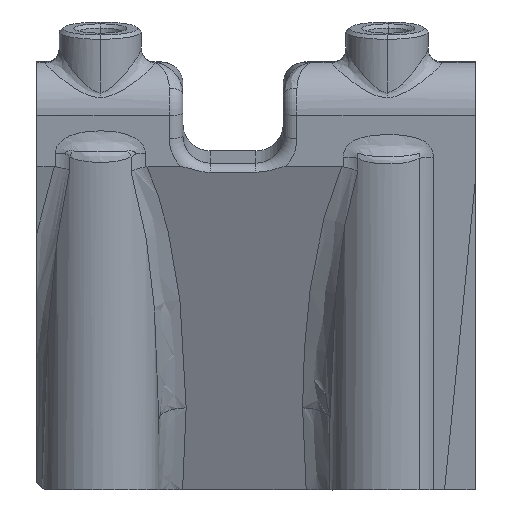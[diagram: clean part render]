
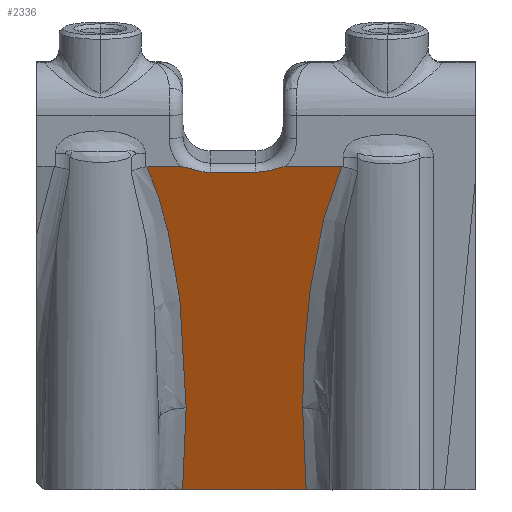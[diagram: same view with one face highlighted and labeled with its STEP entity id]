
A CAD part, left-side view. The second image highlights one B-rep face of the part: STEP entity #2336.
In plain terms, the highlighted planar face has unit normal (-0.902, 0, -0.432).
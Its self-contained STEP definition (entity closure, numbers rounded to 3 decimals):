
#1098=CARTESIAN_POINT('Vertex',(25.715,35.649,25.872)) ;
#1101=CARTESIAN_POINT('Line Origine',(25.715,34.106,25.872)) ;
#1105=CARTESIAN_POINT('Vertex',(25.715,32.562,25.872)) ;
#2158=CARTESIAN_POINT('Control Point',(25.715,32.562,25.872)) ;
#2159=CARTESIAN_POINT('Control Point',(25.86,32.702,25.567)) ;
#2160=CARTESIAN_POINT('Control Point',(26.008,32.83,25.26)) ;
#2161=CARTESIAN_POINT('Control Point',(26.157,32.949,24.949)) ;
#2162=CARTESIAN_POINT('Control Point',(26.539,33.231,24.152)) ;
#2163=CARTESIAN_POINT('Control Point',(26.926,33.466,23.346)) ;
#2164=CARTESIAN_POINT('Control Point',(27.162,33.596,22.853)) ;
#2165=CARTESIAN_POINT('Control Point',(27.873,33.947,21.371)) ;
#2166=CARTESIAN_POINT('Control Point',(28.589,34.203,19.877)) ;
#2167=CARTESIAN_POINT('Control Point',(29.065,34.341,18.885)) ;
#2168=CARTESIAN_POINT('Control Point',(29.948,34.543,17.043)) ;
#2169=CARTESIAN_POINT('Control Point',(30.834,34.656,15.197)) ;
#2170=CARTESIAN_POINT('Control Point',(31.239,34.69,14.352)) ;
#2171=CARTESIAN_POINT('Control Point',(31.644,34.707,13.507)) ;
#2172=CARTESIAN_POINT('Control Point',(32.049,34.707,12.662)) ;
#2173=CARTESIAN_POINT('Vertex',(32.049,34.707,12.662)) ;
#2214=CARTESIAN_POINT('Axis2P3D Location',(25.715,49.257,25.872)) ;
#2220=CARTESIAN_POINT('Control Point',(25.861,37.265,25.567)) ;
#2221=CARTESIAN_POINT('Control Point',(25.861,37.146,25.567)) ;
#2222=CARTESIAN_POINT('Control Point',(25.858,37.027,25.572)) ;
#2223=CARTESIAN_POINT('Control Point',(25.852,36.908,25.584)) ;
#2224=CARTESIAN_POINT('Control Point',(25.84,36.729,25.61)) ;
#2225=CARTESIAN_POINT('Control Point',(25.822,36.551,25.647)) ;
#2226=CARTESIAN_POINT('Control Point',(25.815,36.492,25.661)) ;
#2227=CARTESIAN_POINT('Control Point',(25.801,36.371,25.691)) ;
#2228=CARTESIAN_POINT('Control Point',(25.785,36.251,25.725)) ;
#2229=CARTESIAN_POINT('Control Point',(25.776,36.19,25.743)) ;
#2230=CARTESIAN_POINT('Control Point',(25.761,36.086,25.775)) ;
#2231=CARTESIAN_POINT('Control Point',(25.746,35.981,25.806)) ;
#2232=CARTESIAN_POINT('Control Point',(25.74,35.937,25.819)) ;
#2233=CARTESIAN_POINT('Control Point',(25.729,35.855,25.842)) ;
#2234=CARTESIAN_POINT('Control Point',(25.72,35.771,25.86)) ;
#2235=CARTESIAN_POINT('Control Point',(25.717,35.731,25.867)) ;
#2236=CARTESIAN_POINT('Control Point',(25.715,35.69,25.872)) ;
#2237=CARTESIAN_POINT('Control Point',(25.715,35.649,25.872)) ;
#2238=CARTESIAN_POINT('Vertex',(25.861,37.265,25.567)) ;
#2241=CARTESIAN_POINT('Line Origine',(25.861,38.511,25.567)) ;
#2245=CARTESIAN_POINT('Vertex',(25.861,39.757,25.567)) ;
#2249=CARTESIAN_POINT('Control Point',(25.715,41.372,25.872)) ;
#2250=CARTESIAN_POINT('Control Point',(25.715,41.339,25.872)) ;
#2251=CARTESIAN_POINT('Control Point',(25.716,41.306,25.869)) ;
#2252=CARTESIAN_POINT('Control Point',(25.718,41.273,25.864)) ;
#2253=CARTESIAN_POINT('Control Point',(25.726,41.192,25.848)) ;
#2254=CARTESIAN_POINT('Control Point',(25.736,41.114,25.828)) ;
#2255=CARTESIAN_POINT('Control Point',(25.742,41.068,25.814)) ;
#2256=CARTESIAN_POINT('Control Point',(25.758,40.957,25.781)) ;
#2257=CARTESIAN_POINT('Control Point',(25.774,40.847,25.748)) ;
#2258=CARTESIAN_POINT('Control Point',(25.783,40.782,25.729)) ;
#2259=CARTESIAN_POINT('Control Point',(25.808,40.597,25.676)) ;
#2260=CARTESIAN_POINT('Control Point',(25.829,40.412,25.633)) ;
#2261=CARTESIAN_POINT('Control Point',(25.84,40.291,25.609)) ;
#2262=CARTESIAN_POINT('Control Point',(25.853,40.112,25.584)) ;
#2263=CARTESIAN_POINT('Control Point',(25.859,39.931,25.571)) ;
#2264=CARTESIAN_POINT('Control Point',(25.86,39.873,25.568)) ;
#2265=CARTESIAN_POINT('Control Point',(25.861,39.815,25.567)) ;
#2266=CARTESIAN_POINT('Control Point',(25.861,39.757,25.567)) ;
#2267=CARTESIAN_POINT('Vertex',(25.715,41.372,25.872)) ;
#2270=CARTESIAN_POINT('Line Origine',(25.715,42.298,25.872)) ;
#2274=CARTESIAN_POINT('Vertex',(25.715,43.225,25.872)) ;
#2278=CARTESIAN_POINT('Control Point',(32.049,41.08,12.662)) ;
#2279=CARTESIAN_POINT('Control Point',(31.573,41.08,13.654)) ;
#2280=CARTESIAN_POINT('Control Point',(31.098,41.103,14.646)) ;
#2281=CARTESIAN_POINT('Control Point',(30.623,41.15,15.637)) ;
#2282=CARTESIAN_POINT('Control Point',(29.669,41.292,17.626)) ;
#2283=CARTESIAN_POINT('Control Point',(28.718,41.544,19.609)) ;
#2284=CARTESIAN_POINT('Control Point',(28.245,41.699,20.594)) ;
#2285=CARTESIAN_POINT('Control Point',(27.531,41.986,22.084)) ;
#2286=CARTESIAN_POINT('Control Point',(26.824,42.379,23.557)) ;
#2287=CARTESIAN_POINT('Control Point',(26.589,42.525,24.049)) ;
#2288=CARTESIAN_POINT('Control Point',(26.271,42.744,24.712)) ;
#2289=CARTESIAN_POINT('Control Point',(25.957,43.003,25.366)) ;
#2290=CARTESIAN_POINT('Control Point',(25.876,43.074,25.535)) ;
#2291=CARTESIAN_POINT('Control Point',(25.795,43.147,25.704)) ;
#2292=CARTESIAN_POINT('Control Point',(25.715,43.225,25.872)) ;
#2293=CARTESIAN_POINT('Vertex',(32.049,41.08,12.662)) ;
#2297=CARTESIAN_POINT('Control Point',(34.203,41.275,8.17)) ;
#2298=CARTESIAN_POINT('Control Point',(34.014,41.24,8.564)) ;
#2299=CARTESIAN_POINT('Control Point',(33.825,41.209,8.959)) ;
#2300=CARTESIAN_POINT('Control Point',(33.636,41.183,9.354)) ;
#2301=CARTESIAN_POINT('Control Point',(33.205,41.13,10.252)) ;
#2302=CARTESIAN_POINT('Control Point',(32.773,41.098,11.152)) ;
#2303=CARTESIAN_POINT('Control Point',(32.532,41.086,11.655)) ;
#2304=CARTESIAN_POINT('Control Point',(32.291,41.08,12.159)) ;
#2305=CARTESIAN_POINT('Control Point',(32.049,41.08,12.662)) ;
#2306=CARTESIAN_POINT('Vertex',(34.203,41.275,8.17)) ;
#2309=CARTESIAN_POINT('Line Origine',(34.203,37.893,8.17)) ;
#2313=CARTESIAN_POINT('Vertex',(34.203,34.511,8.17)) ;
#2317=CARTESIAN_POINT('Control Point',(32.049,34.707,12.662)) ;
#2318=CARTESIAN_POINT('Control Point',(32.481,34.707,11.762)) ;
#2319=CARTESIAN_POINT('Control Point',(32.912,34.687,10.863)) ;
#2320=CARTESIAN_POINT('Control Point',(33.343,34.649,9.965)) ;
#2321=CARTESIAN_POINT('Control Point',(33.773,34.591,9.067)) ;
#2322=CARTESIAN_POINT('Control Point',(34.203,34.511,8.17)) ;
#1102=DIRECTION('Vector Direction',(0.,-1.,0.)) ;
#2215=DIRECTION('Axis2P3D Direction',(-0.902,0.,-0.432)) ;
#2216=DIRECTION('Axis2P3D XDirection',(0.432,0.,-0.902)) ;
#2242=DIRECTION('Vector Direction',(0.,-1.,0.)) ;
#2271=DIRECTION('Vector Direction',(0.,-1.,0.)) ;
#2310=DIRECTION('Vector Direction',(0.,-1.,0.)) ;
#2217=AXIS2_PLACEMENT_3D('Plane Axis2P3D',#2214,#2215,#2216) ;
#2325=ORIENTED_EDGE('',*,*,#1107,.F.) ;
#2326=ORIENTED_EDGE('',*,*,#2240,.F.) ;
#2327=ORIENTED_EDGE('',*,*,#2247,.F.) ;
#2328=ORIENTED_EDGE('',*,*,#2269,.F.) ;
#2329=ORIENTED_EDGE('',*,*,#2276,.F.) ;
#2330=ORIENTED_EDGE('',*,*,#2295,.T.) ;
#2331=ORIENTED_EDGE('',*,*,#2308,.T.) ;
#2332=ORIENTED_EDGE('',*,*,#2315,.T.) ;
#2333=ORIENTED_EDGE('',*,*,#2323,.T.) ;
#2334=ORIENTED_EDGE('',*,*,#2175,.T.) ;
#1103=VECTOR('Line Direction',#1102,1.) ;
#2243=VECTOR('Line Direction',#2242,1.) ;
#2272=VECTOR('Line Direction',#2271,1.) ;
#2311=VECTOR('Line Direction',#2310,1.) ;
#2336=ADVANCED_FACE('Recreated',(#2335),#2218,.T.) ;
#2157=B_SPLINE_CURVE_WITH_KNOTS('',5,(#2158,#2159,#2160,#2161,#2162,#2163,#2164,#2165,#2166,#2167,#2168,#2169,#2170,#2171,#2172),.UNSPECIFIED.,.F.,.U.,(6,3,3,3,6),(20.687,23.198,27.104,34.894,41.455),.UNSPECIFIED.) ;
#2219=B_SPLINE_CURVE_WITH_KNOTS('',5,(#2220,#2221,#2222,#2223,#2224,#2225,#2226,#2227,#2228,#2229,#2230,#2231,#2232,#2233,#2234,#2235,#2236,#2237),.UNSPECIFIED.,.F.,.U.,(6,3,3,3,3,6),(0.,0.927,1.396,1.876,2.212,2.5),.UNSPECIFIED.) ;
#2248=B_SPLINE_CURVE_WITH_KNOTS('',5,(#2249,#2250,#2251,#2252,#2253,#2254,#2255,#2256,#2257,#2258,#2259,#2260,#2261,#2262,#2263,#2264,#2265,#2266),.UNSPECIFIED.,.F.,.U.,(6,3,3,3,3,6),(0.,0.235,0.588,1.097,2.047,2.5),.UNSPECIFIED.) ;
#2277=B_SPLINE_CURVE_WITH_KNOTS('',5,(#2278,#2279,#2280,#2281,#2282,#2283,#2284,#2285,#2286,#2287,#2288,#2289,#2290,#2291,#2292),.UNSPECIFIED.,.F.,.U.,(6,3,3,3,6),(12.52,20.231,27.989,31.918,33.304),.UNSPECIFIED.) ;
#2296=B_SPLINE_CURVE_WITH_KNOTS('',5,(#2297,#2298,#2299,#2300,#2301,#2302,#2303,#2304,#2305),.UNSPECIFIED.,.F.,.U.,(6,3,6),(5.535,8.608,12.521),.UNSPECIFIED.) ;
#2316=B_SPLINE_CURVE_WITH_KNOTS('',5,(#2317,#2318,#2319,#2320,#2321,#2322),.UNSPECIFIED.,.F.,.U.,(6,6),(0.,6.985),.UNSPECIFIED.) ;
#1107=EDGE_CURVE('',#1099,#1106,#1104,.T.) ;
#2175=EDGE_CURVE('',#2174,#1106,#2157,.F.) ;
#2240=EDGE_CURVE('',#2239,#1099,#2219,.T.) ;
#2247=EDGE_CURVE('',#2246,#2239,#2244,.T.) ;
#2269=EDGE_CURVE('',#2268,#2246,#2248,.T.) ;
#2276=EDGE_CURVE('',#2275,#2268,#2273,.T.) ;
#2295=EDGE_CURVE('',#2275,#2294,#2277,.F.) ;
#2308=EDGE_CURVE('',#2294,#2307,#2296,.F.) ;
#2315=EDGE_CURVE('',#2307,#2314,#2312,.T.) ;
#2323=EDGE_CURVE('',#2314,#2174,#2316,.F.) ;
#2324=EDGE_LOOP('',(#2325,#2326,#2327,#2328,#2329,#2330,#2331,#2332,#2333,#2334)) ;
#2335=FACE_OUTER_BOUND('',#2324,.T.) ;
#1104=LINE('Line',#1101,#1103) ;
#2244=LINE('Line',#2241,#2243) ;
#2273=LINE('Line',#2270,#2272) ;
#2312=LINE('Line',#2309,#2311) ;
#2218=PLANE('',#2217) ;
#1099=VERTEX_POINT('',#1098) ;
#1106=VERTEX_POINT('',#1105) ;
#2174=VERTEX_POINT('',#2173) ;
#2239=VERTEX_POINT('',#2238) ;
#2246=VERTEX_POINT('',#2245) ;
#2268=VERTEX_POINT('',#2267) ;
#2275=VERTEX_POINT('',#2274) ;
#2294=VERTEX_POINT('',#2293) ;
#2307=VERTEX_POINT('',#2306) ;
#2314=VERTEX_POINT('',#2313) ;
